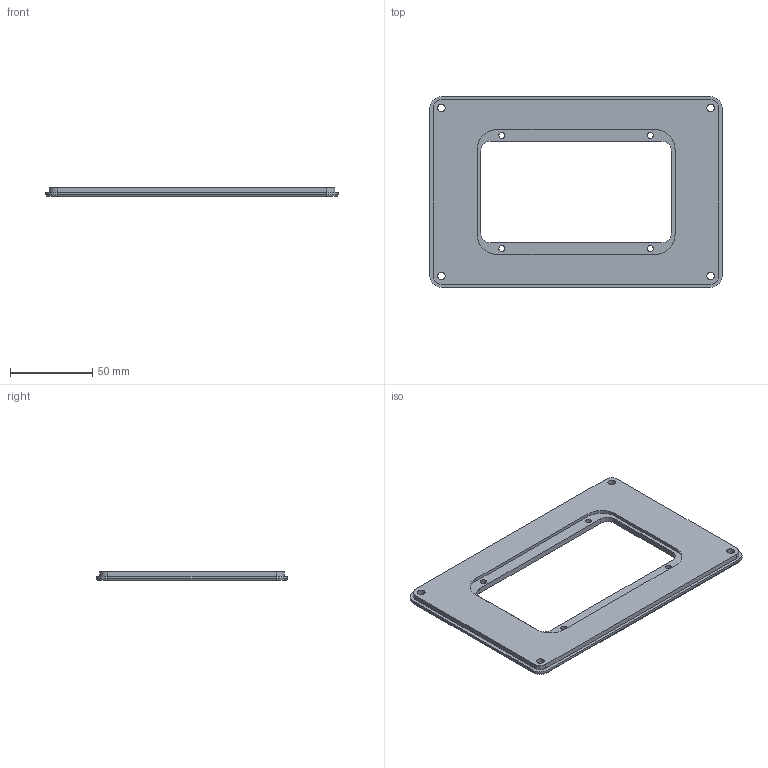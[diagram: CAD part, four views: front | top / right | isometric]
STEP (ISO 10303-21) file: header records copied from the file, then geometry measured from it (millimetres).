
FILE_DESCRIPTION(/* description */ (''),/* implementation_level */ '2;1');
FILE_NAME(/* name */ 'Display Panel.step',/* time_stamp */ '2022-07-03T04:53:28-05:00',/* author */ (''),/* organization */ (''),/* preprocessor_version */ 'ST-DEVELOPER v19',/* originating_system */ 'Autodesk Translation Framework v11.7.0.108',/* authorisation */ '');
FILE_SCHEMA (('AUTOMOTIVE_DESIGN { 1 0 10303 214 3 1 1 }'));
Length unit declared in the file: millimetre
Products named in the file (1): Display Panel
Bounding box: 177.1 x 115.8 x 5.4 mm (x, y, z)
Volume: 64486.8 mm3; surface area: 31752.3 mm2
Topology: 1 solids, 1 shells, 52 faces, 136 edges, 88 vertices
Faces by surface type: cylinder 28, plane 20, torus 4
Full cylindrical faces by diameter (mm): 3.6 x4, 4.6 x4
Entity records: 1692 total; most frequent: DIRECTION 302, CARTESIAN_POINT 277, ORIENTED_EDGE 272, EDGE_CURVE 136, AXIS2_PLACEMENT_3D 113, VERTEX_POINT 88, LINE 76, VECTOR 76
